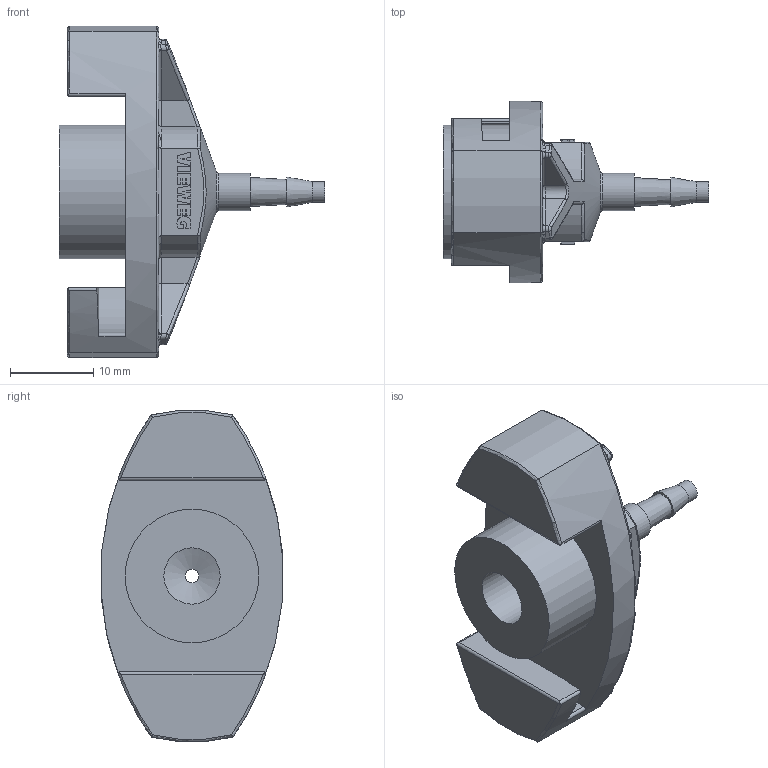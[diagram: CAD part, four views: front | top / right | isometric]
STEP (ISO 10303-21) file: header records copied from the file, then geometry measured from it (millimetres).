
FILE_DESCRIPTION(/* description */ ('Unknown','CAx-IF Rec.Pracs.---Representation and Presentation of Product Manufacturing Information (PMI)---4.0---2014-10-13','CAx-IF Rec.Pracs.---3D Tessellated Geometry---0.4---2014-09-14','2;1'),/* implementation_level */ '2;1');
FILE_NAME(/* name */ '503697_Adapterkopf_10cc_mit_O-Ring',/* time_stamp */ '2024-05-24T09:44:17+02:00',/* author */ ('Unknown'),/* organization */ ('Unknown'),/* preprocessor_version */ 'ST-DEVELOPER v19.4',/* originating_system */ 'Solid Edge',/* authorisation */ 'Unknown');
FILE_SCHEMA (('AP242_MANAGED_MODEL_BASED_3D_ENGINEERING_MIM_LF { 1 0 10303 442 1 1 4 }'));
Length unit declared in the file: millimetre
Products named in the file (3): 503697_Adapterkopf_10cc_mit_O-Ring; 506398_Adapterkopf_10cc_ohne_O-Ring; O-Ring 12x2
Assembly tree (2 placements, depth 2):
  503697_Adapterkopf_10cc_mit_O-Ring
    506398_Adapterkopf_10cc_ohne_O-Ring
    O-Ring 12x2
Bounding box: 32 x 21.88 x 39.86 mm (x, y, z)
Volume: 6459 mm3; surface area: 4448.4 mm2
Topology: 2 solids, 2 shells, 295 faces, 754 edges, 478 vertices
Faces by surface type: plane 167, cylinder 52, bspline 40, torus 31, cone 5
Full cylindrical faces by diameter (mm): 1.6 x1, 2.5 x1, 4.5 x1, 6.788 x1, 10 x1, 16.1 x1
Entity records: 9415 total; most frequent: CARTESIAN_POINT 2560, ORIENTED_EDGE 1474, DIRECTION 1282, EDGE_CURVE 737, VERTEX_POINT 476, LINE 456, VECTOR 456, AXIS2_PLACEMENT_3D 413
